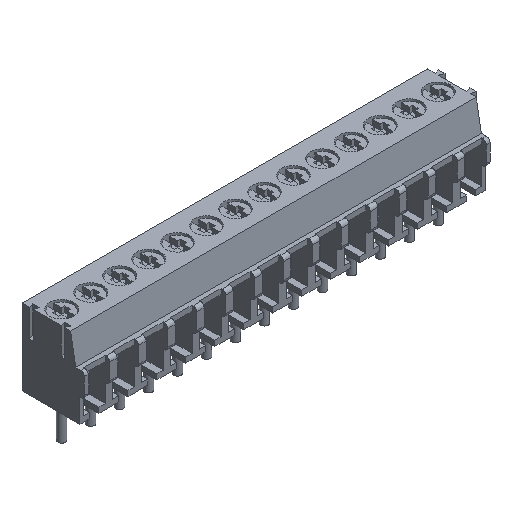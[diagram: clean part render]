
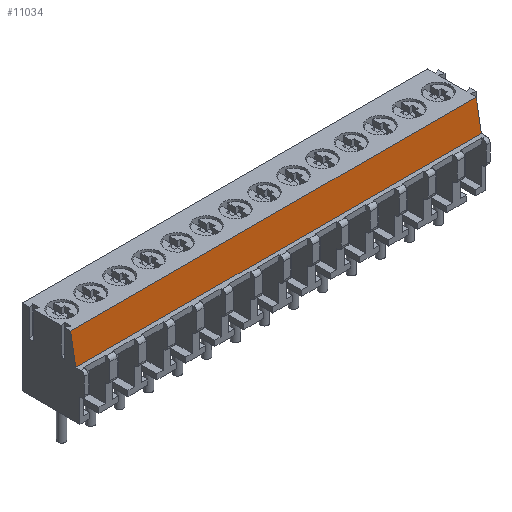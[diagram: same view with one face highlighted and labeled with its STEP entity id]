
A CAD part, isometric view. The second image highlights one B-rep face of the part: STEP entity #11034.
In plain terms, the highlighted planar face has unit normal (0, -0.985, 0.174).
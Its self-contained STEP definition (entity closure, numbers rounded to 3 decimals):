
#44 = PLANE('',#45);
#45 = AXIS2_PLACEMENT_3D('',#46,#47,#48);
#46 = CARTESIAN_POINT('',(-1.75,-0.574,4.593));
#47 = DIRECTION('',(-1.,-0.,-0.));
#48 = DIRECTION('',(0.,0.,-1.));
#2536 = PLANE('',#2537);
#2537 = AXIS2_PLACEMENT_3D('',#2538,#2539,#2540);
#2538 = CARTESIAN_POINT('',(47.25,-0.574,4.593));
#2539 = DIRECTION('',(1.,0.,0.));
#2540 = DIRECTION('',(0.,0.,1.));
#2720 = VERTEX_POINT('',#2721);
#2721 = CARTESIAN_POINT('',(-1.75,-3.45,5.7));
#2735 = PLANE('',#2736);
#2736 = AXIS2_PLACEMENT_3D('',#2737,#2738,#2739);
#2737 = CARTESIAN_POINT('',(22.75,-3.723,5.7));
#2738 = DIRECTION('',(0.,0.,1.));
#2739 = DIRECTION('',(0.,1.,0.));
#2747 = EDGE_CURVE('',#2748,#2720,#2750,.T.);
#2748 = VERTEX_POINT('',#2749);
#2749 = CARTESIAN_POINT('',(-1.75,-2.83,9.2));
#2750 = SURFACE_CURVE('',#2751,(#2755,#2762),.PCURVE_S1.);
#2751 = LINE('',#2752,#2753);
#2752 = CARTESIAN_POINT('',(-1.75,-2.83,9.2));
#2753 = VECTOR('',#2754,1.);
#2754 = DIRECTION('',(0.,-0.174,-0.985));
#2755 = PCURVE('',#44,#2756);
#2756 = DEFINITIONAL_REPRESENTATION('',(#2757),#2761);
#2757 = LINE('',#2758,#2759);
#2758 = CARTESIAN_POINT('',(-4.607,2.256));
#2759 = VECTOR('',#2760,1.);
#2760 = DIRECTION('',(0.985,0.174));
#2761 = ( GEOMETRIC_REPRESENTATION_CONTEXT(2)
PARAMETRIC_REPRESENTATION_CONTEXT() REPRESENTATION_CONTEXT('2D SPACE',''
) );
#2762 = PCURVE('',#2763,#2768);
#2763 = PLANE('',#2764);
#2764 = AXIS2_PLACEMENT_3D('',#2765,#2766,#2767);
#2765 = CARTESIAN_POINT('',(-1.75,-2.83,9.2));
#2766 = DIRECTION('',(0.,0.985,-0.174));
#2767 = DIRECTION('',(0.,-0.174,-0.985));
#2768 = DEFINITIONAL_REPRESENTATION('',(#2769),#2773);
#2769 = LINE('',#2770,#2771);
#2770 = CARTESIAN_POINT('',(0.,0.));
#2771 = VECTOR('',#2772,1.);
#2772 = DIRECTION('',(1.,0.));
#2773 = ( GEOMETRIC_REPRESENTATION_CONTEXT(2)
PARAMETRIC_REPRESENTATION_CONTEXT() REPRESENTATION_CONTEXT('2D SPACE',''
) );
#2791 = PLANE('',#2792);
#2792 = AXIS2_PLACEMENT_3D('',#2793,#2794,#2795);
#2793 = CARTESIAN_POINT('',(22.777,0.104,9.2));
#2794 = DIRECTION('',(0.,0.,1.));
#2795 = DIRECTION('',(0.,1.,0.));
#3391 = VERTEX_POINT('',#3392);
#3392 = CARTESIAN_POINT('',(47.25,-2.83,9.2));
#3413 = EDGE_CURVE('',#3391,#3414,#3416,.T.);
#3414 = VERTEX_POINT('',#3415);
#3415 = CARTESIAN_POINT('',(47.25,-3.45,5.7));
#3416 = SURFACE_CURVE('',#3417,(#3421,#3428),.PCURVE_S1.);
#3417 = LINE('',#3418,#3419);
#3418 = CARTESIAN_POINT('',(47.25,-2.83,9.2));
#3419 = VECTOR('',#3420,1.);
#3420 = DIRECTION('',(0.,-0.174,-0.985));
#3421 = PCURVE('',#2536,#3422);
#3422 = DEFINITIONAL_REPRESENTATION('',(#3423),#3427);
#3423 = LINE('',#3424,#3425);
#3424 = CARTESIAN_POINT('',(4.607,2.256));
#3425 = VECTOR('',#3426,1.);
#3426 = DIRECTION('',(-0.985,0.174));
#3427 = ( GEOMETRIC_REPRESENTATION_CONTEXT(2)
PARAMETRIC_REPRESENTATION_CONTEXT() REPRESENTATION_CONTEXT('2D SPACE',''
) );
#3428 = PCURVE('',#2763,#3429);
#3429 = DEFINITIONAL_REPRESENTATION('',(#3430),#3434);
#3430 = LINE('',#3431,#3432);
#3431 = CARTESIAN_POINT('',(0.,-49.));
#3432 = VECTOR('',#3433,1.);
#3433 = DIRECTION('',(1.,0.));
#3434 = ( GEOMETRIC_REPRESENTATION_CONTEXT(2)
PARAMETRIC_REPRESENTATION_CONTEXT() REPRESENTATION_CONTEXT('2D SPACE',''
) );
#10183 = EDGE_CURVE('',#2748,#3391,#10184,.T.);
#10184 = SURFACE_CURVE('',#10185,(#10189,#10196),.PCURVE_S1.);
#10185 = LINE('',#10186,#10187);
#10186 = CARTESIAN_POINT('',(-1.75,-2.83,9.2));
#10187 = VECTOR('',#10188,1.);
#10188 = DIRECTION('',(1.,0.,0.));
#10189 = PCURVE('',#2791,#10190);
#10190 = DEFINITIONAL_REPRESENTATION('',(#10191),#10195);
#10191 = LINE('',#10192,#10193);
#10192 = CARTESIAN_POINT('',(-2.934,24.527));
#10193 = VECTOR('',#10194,1.);
#10194 = DIRECTION('',(0.,-1.));
#10195 = ( GEOMETRIC_REPRESENTATION_CONTEXT(2)
PARAMETRIC_REPRESENTATION_CONTEXT() REPRESENTATION_CONTEXT('2D SPACE',''
) );
#10196 = PCURVE('',#2763,#10197);
#10197 = DEFINITIONAL_REPRESENTATION('',(#10198),#10202);
#10198 = LINE('',#10199,#10200);
#10199 = CARTESIAN_POINT('',(0.,0.));
#10200 = VECTOR('',#10201,1.);
#10201 = DIRECTION('',(0.,-1.));
#10202 = ( GEOMETRIC_REPRESENTATION_CONTEXT(2)
PARAMETRIC_REPRESENTATION_CONTEXT() REPRESENTATION_CONTEXT('2D SPACE',''
) );
#11034 = ADVANCED_FACE('',(#11035),#2763,.F.);
#11035 = FACE_BOUND('',#11036,.F.);
#11036 = EDGE_LOOP('',(#11037,#11038,#11039,#11060));
#11037 = ORIENTED_EDGE('',*,*,#10183,.T.);
#11038 = ORIENTED_EDGE('',*,*,#3413,.T.);
#11039 = ORIENTED_EDGE('',*,*,#11040,.F.);
#11040 = EDGE_CURVE('',#2720,#3414,#11041,.T.);
#11041 = SURFACE_CURVE('',#11042,(#11046,#11053),.PCURVE_S1.);
#11042 = LINE('',#11043,#11044);
#11043 = CARTESIAN_POINT('',(-1.75,-3.45,5.7));
#11044 = VECTOR('',#11045,1.);
#11045 = DIRECTION('',(1.,0.,0.));
#11046 = PCURVE('',#2763,#11047);
#11047 = DEFINITIONAL_REPRESENTATION('',(#11048),#11052);
#11048 = LINE('',#11049,#11050);
#11049 = CARTESIAN_POINT('',(3.554,0.));
#11050 = VECTOR('',#11051,1.);
#11051 = DIRECTION('',(0.,-1.));
#11052 = ( GEOMETRIC_REPRESENTATION_CONTEXT(2)
PARAMETRIC_REPRESENTATION_CONTEXT() REPRESENTATION_CONTEXT('2D SPACE',''
) );
#11053 = PCURVE('',#2735,#11054);
#11054 = DEFINITIONAL_REPRESENTATION('',(#11055),#11059);
#11055 = LINE('',#11056,#11057);
#11056 = CARTESIAN_POINT('',(0.273,24.5));
#11057 = VECTOR('',#11058,1.);
#11058 = DIRECTION('',(0.,-1.));
#11059 = ( GEOMETRIC_REPRESENTATION_CONTEXT(2)
PARAMETRIC_REPRESENTATION_CONTEXT() REPRESENTATION_CONTEXT('2D SPACE',''
) );
#11060 = ORIENTED_EDGE('',*,*,#2747,.F.);
